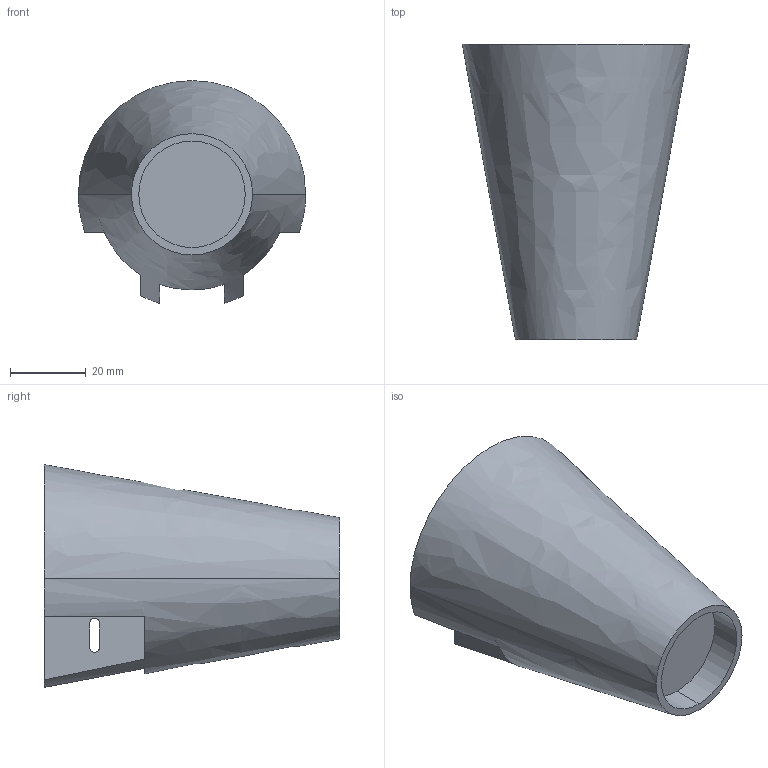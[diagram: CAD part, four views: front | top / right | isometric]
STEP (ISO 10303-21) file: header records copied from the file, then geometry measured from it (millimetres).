
FILE_DESCRIPTION (( 'STEP AP203' ), '1' );
FILE_NAME ('12_camera_mount_left.step', '2020-03-31T11:58:30', ( '' ), ( '' ), 'SwSTEP 2.0', 'SolidWorks 2019', '' );
FILE_SCHEMA (( 'CONFIG_CONTROL_DESIGN' ));
Length unit declared in the file: millimetre
Products named in the file (1): 12_camera_mount_left
Bounding box: 60 x 77.9 x 58.78 mm (x, y, z)
Volume: 103220.2 mm3; surface area: 18198.3 mm2
Topology: 1 solids, 1 shells, 27 faces, 73 edges, 49 vertices
Faces by surface type: plane 17, cylinder 8, bspline 2
Entity records: 1093 total; most frequent: CARTESIAN_POINT 330, ORIENTED_EDGE 146, DIRECTION 136, EDGE_CURVE 73, AXIS2_PLACEMENT_3D 49, VERTEX_POINT 49, LINE 38, VECTOR 38
